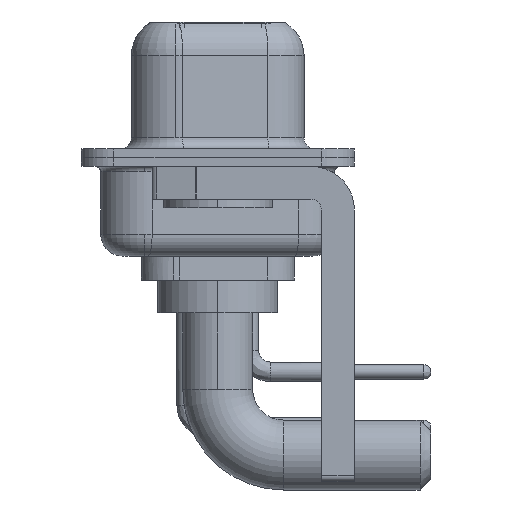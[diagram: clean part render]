
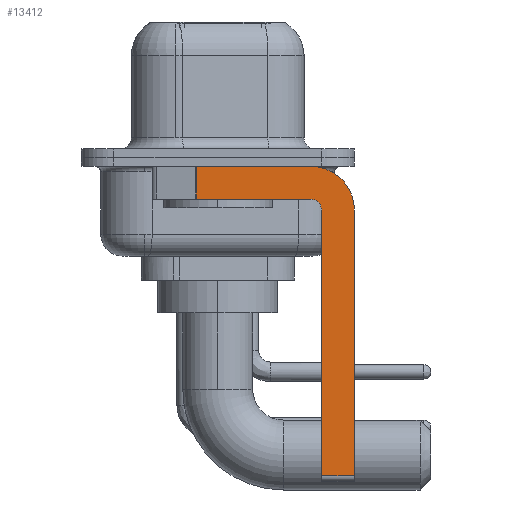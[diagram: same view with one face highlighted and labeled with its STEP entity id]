
A CAD part, left-side view. The second image highlights one B-rep face of the part: STEP entity #13412.
In plain terms, the highlighted planar face has unit normal (-1, 0, 0).
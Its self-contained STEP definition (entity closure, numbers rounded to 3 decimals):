
#51 = CARTESIAN_POINT ( 'NONE',  ( -2.9, 0.978, -1.9 ) ) ;
#773 = CARTESIAN_POINT ( 'NONE',  ( -2.9, -4.75, -2.4 ) ) ;
#927 = VERTEX_POINT ( 'NONE', #17601 ) ;
#1394 = VECTOR ( 'NONE', #24014, 1000. ) ;
#1444 = EDGE_CURVE ( 'NONE', #9424, #8985, #18460, .T. ) ;
#1965 = EDGE_CURVE ( 'NONE', #21969, #3959, #22033, .T. ) ;
#2372 = ORIENTED_EDGE ( 'NONE', *, *, #23270, .F. ) ;
#2457 = DIRECTION ( 'NONE',  ( 0., 0., 1. ) ) ;
#2731 = DIRECTION ( 'NONE',  ( 1., 0., 0. ) ) ;
#2758 = DIRECTION ( 'NONE',  ( 0., 0., -1. ) ) ;
#2867 = CARTESIAN_POINT ( 'NONE',  ( -2.9, -6.25, -2.4 ) ) ;
#3155 = LINE ( 'NONE', #15295, #16602 ) ;
#3182 = CARTESIAN_POINT ( 'NONE',  ( -2.9, -4.75, -14.55 ) ) ;
#3940 = ORIENTED_EDGE ( 'NONE', *, *, #13533, .F. ) ;
#3959 = VERTEX_POINT ( 'NONE', #24660 ) ;
#4287 = VECTOR ( 'NONE', #14591, 1000. ) ;
#4345 = CARTESIAN_POINT ( 'NONE',  ( -2.9, -6.25, -2.4 ) ) ;
#5071 = VERTEX_POINT ( 'NONE', #23457 ) ;
#6786 = VECTOR ( 'NONE', #21799, 1000. ) ;
#6845 = LINE ( 'NONE', #22580, #1394 ) ;
#7035 = DIRECTION ( 'NONE',  ( 0., 0., 1. ) ) ;
#8357 = AXIS2_PLACEMENT_3D ( 'NONE', #16717, #8455, #2758 ) ;
#8455 = DIRECTION ( 'NONE',  ( 1., 0., 0. ) ) ;
#8542 = CARTESIAN_POINT ( 'NONE',  ( -2.9, -4.25, -2.4 ) ) ;
#8605 = DIRECTION ( 'NONE',  ( 0., 0., -1. ) ) ;
#8985 = VERTEX_POINT ( 'NONE', #51 ) ;
#9368 = ORIENTED_EDGE ( 'NONE', *, *, #18611, .F. ) ;
#9424 = VERTEX_POINT ( 'NONE', #23668 ) ;
#10183 = VECTOR ( 'NONE', #8605, 1000. ) ;
#12258 = CARTESIAN_POINT ( 'NONE',  ( -2.9, -4.25, -1.9 ) ) ;
#12293 = DIRECTION ( 'NONE',  ( -1., 0., 0. ) ) ;
#12763 = ORIENTED_EDGE ( 'NONE', *, *, #21911, .T. ) ;
#13412 = ADVANCED_FACE ( 'NONE', ( #16583 ), #22264, .F. ) ;
#13533 = EDGE_CURVE ( 'NONE', #19700, #18658, #3155, .T. ) ;
#13546 = LINE ( 'NONE', #23741, #6786 ) ;
#13827 = ORIENTED_EDGE ( 'NONE', *, *, #14699, .T. ) ;
#13867 = CARTESIAN_POINT ( 'NONE',  ( -2.9, -4.25, -14.55 ) ) ;
#14591 = DIRECTION ( 'NONE',  ( 0., 1., 0. ) ) ;
#14617 = VECTOR ( 'NONE', #17867, 1000. ) ;
#14699 = EDGE_CURVE ( 'NONE', #5071, #8985, #13546, .T. ) ;
#15295 = CARTESIAN_POINT ( 'NONE',  ( -2.9, -4.75, -14.8 ) ) ;
#15566 = ORIENTED_EDGE ( 'NONE', *, *, #1965, .F. ) ;
#16481 = AXIS2_PLACEMENT_3D ( 'NONE', #8542, #12293, #2457 ) ;
#16506 = ORIENTED_EDGE ( 'NONE', *, *, #22028, .F. ) ;
#16583 = FACE_OUTER_BOUND ( 'NONE', #22177, .T. ) ;
#16602 = VECTOR ( 'NONE', #7035, 1000. ) ;
#16717 = CARTESIAN_POINT ( 'NONE',  ( -2.9, -4.25, -2.4 ) ) ;
#17601 = CARTESIAN_POINT ( 'NONE',  ( -2.9, -4.25, -0.4 ) ) ;
#17867 = DIRECTION ( 'NONE',  ( 0., -1., 0. ) ) ;
#18118 = LINE ( 'NONE', #13867, #14617 ) ;
#18239 = CARTESIAN_POINT ( 'NONE',  ( -2.9, -4.25, -2.4 ) ) ;
#18460 = LINE ( 'NONE', #12258, #4287 ) ;
#18611 = EDGE_CURVE ( 'NONE', #18658, #9424, #24321, .T. ) ;
#18658 = VERTEX_POINT ( 'NONE', #773 ) ;
#19512 = ORIENTED_EDGE ( 'NONE', *, *, #1444, .F. ) ;
#19700 = VERTEX_POINT ( 'NONE', #3182 ) ;
#21799 = DIRECTION ( 'NONE',  ( 0., 0., -1. ) ) ;
#21911 = EDGE_CURVE ( 'NONE', #19700, #3959, #18118, .T. ) ;
#21969 = VERTEX_POINT ( 'NONE', #2867 ) ;
#22022 = CIRCLE ( 'NONE', #24911, 2. ) ;
#22028 = EDGE_CURVE ( 'NONE', #927, #21969, #22022, .T. ) ;
#22033 = LINE ( 'NONE', #4345, #10183 ) ;
#22177 = EDGE_LOOP ( 'NONE', ( #2372, #13827, #19512, #9368, #3940, #12763, #15566, #16506 ) ) ;
#22264 = PLANE ( 'NONE',  #8357 ) ;
#22580 = CARTESIAN_POINT ( 'NONE',  ( -2.9, 3., -0.4 ) ) ;
#22623 = DIRECTION ( 'NONE',  ( 0., 0., -1. ) ) ;
#23270 = EDGE_CURVE ( 'NONE', #5071, #927, #6845, .T. ) ;
#23457 = CARTESIAN_POINT ( 'NONE',  ( -2.9, 0.978, -0.4 ) ) ;
#23668 = CARTESIAN_POINT ( 'NONE',  ( -2.9, -4.25, -1.9 ) ) ;
#23741 = CARTESIAN_POINT ( 'NONE',  ( -2.9, 0.978, -1.9 ) ) ;
#24014 = DIRECTION ( 'NONE',  ( 0., -1., 0. ) ) ;
#24321 = CIRCLE ( 'NONE', #16481, 0.5 ) ;
#24660 = CARTESIAN_POINT ( 'NONE',  ( -2.9, -6.25, -14.55 ) ) ;
#24911 = AXIS2_PLACEMENT_3D ( 'NONE', #18239, #2731, #22623 ) ;
